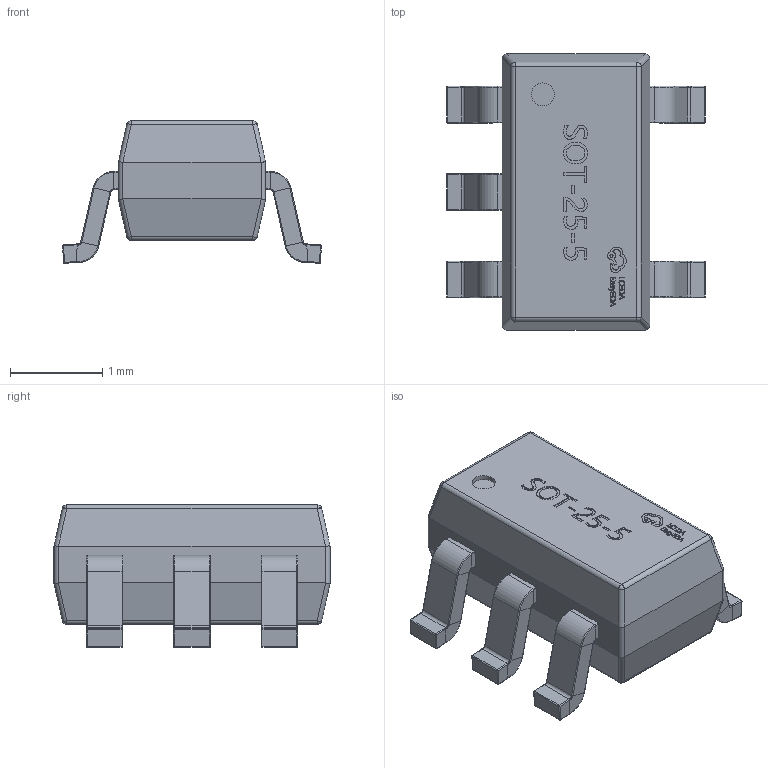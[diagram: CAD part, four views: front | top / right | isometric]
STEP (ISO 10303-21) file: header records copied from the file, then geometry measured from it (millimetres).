
FILE_DESCRIPTION (( 'STEP AP214' ), '1' );
FILE_NAME ('SOT-25-5_L3.0-W1.6-H1.3-LS2.8-P0.95.step', '2022-07-26T11:08:48', ( '' ), ( '' ), 'SwSTEP 2.0', 'SolidWorks 2020', '' );
FILE_SCHEMA (( 'AUTOMOTIVE_DESIGN' ));
Length unit declared in the file: millimetre
Products named in the file (1): SOT-25-5_L3.0-W1.6-H1.3-LS2.8-P0.95
Bounding box: 2.81 x 3 x 1.55 mm (x, y, z)
Volume: 6.3 mm3; surface area: 27.2 mm2
Topology: 19 solids, 19 shells, 688 faces, 1690 edges, 1047 vertices
Faces by surface type: plane 329, bspline 154, cylinder 122, torus 50, sphere 33
Entity records: 31456 total; most frequent: CARTESIAN_POINT 8582, ORIENTED_EDGE 3340, DIRECTION 2682, EDGE_CURVE 1670, VERTEX_POINT 1037, LINE 1016, VECTOR 1016, AXIS2_PLACEMENT_3D 833
